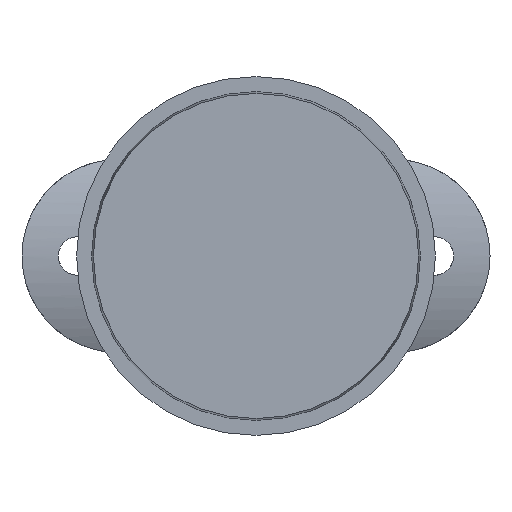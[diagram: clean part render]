
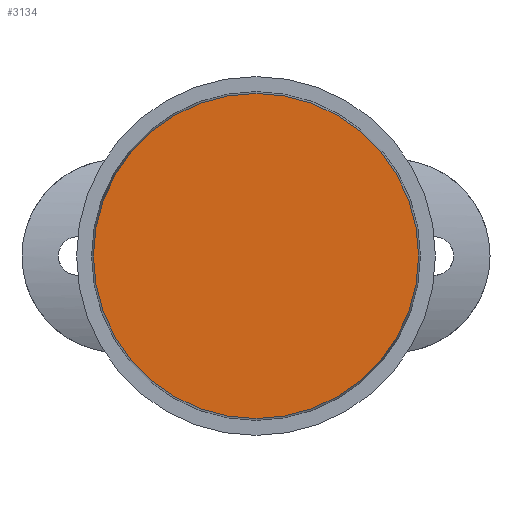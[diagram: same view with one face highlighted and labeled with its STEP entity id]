
A CAD part, front view. The second image highlights one B-rep face of the part: STEP entity #3134.
In plain terms, the highlighted planar face has unit normal (0, -1, 0).
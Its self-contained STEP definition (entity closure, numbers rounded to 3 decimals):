
#386 = DIRECTION ( 'NONE',  ( 0., -1., 0. ) ) ;
#557 = AXIS2_PLACEMENT_3D ( 'NONE', #4754, #2569, #1785 ) ;
#863 = DIRECTION ( 'NONE',  ( 0., 1., 0. ) ) ;
#895 = VERTEX_POINT ( 'NONE', #1140 ) ;
#934 = FACE_OUTER_BOUND ( 'NONE', #3062, .T. ) ;
#1103 = CARTESIAN_POINT ( 'NONE',  ( 0., 0., 21.88 ) ) ;
#1140 = CARTESIAN_POINT ( 'NONE',  ( 0., 0., -21.88 ) ) ;
#1257 = CARTESIAN_POINT ( 'NONE',  ( 0., 0., 0. ) ) ;
#1280 = CIRCLE ( 'NONE', #557, 21.88 ) ;
#1664 = AXIS2_PLACEMENT_3D ( 'NONE', #1875, #386, #1902 ) ;
#1785 = DIRECTION ( 'NONE',  ( 0., 0., -1. ) ) ;
#1806 = ORIENTED_EDGE ( 'NONE', *, *, #2449, .T. ) ;
#1875 = CARTESIAN_POINT ( 'NONE',  ( 0., 0., 0. ) ) ;
#1902 = DIRECTION ( 'NONE',  ( 0., 0., -1. ) ) ;
#2064 = AXIS2_PLACEMENT_3D ( 'NONE', #1257, #863, #3829 ) ;
#2449 = EDGE_CURVE ( 'NONE', #4699, #895, #4241, .T. ) ;
#2569 = DIRECTION ( 'NONE',  ( 0., -1., 0. ) ) ;
#2888 = ORIENTED_EDGE ( 'NONE', *, *, #3873, .T. ) ;
#3062 = EDGE_LOOP ( 'NONE', ( #1806, #2888 ) ) ;
#3134 = ADVANCED_FACE ( 'NONE', ( #934 ), #3477, .F. ) ;
#3477 = PLANE ( 'NONE',  #2064 ) ;
#3829 = DIRECTION ( 'NONE',  ( 0., 0., 1. ) ) ;
#3873 = EDGE_CURVE ( 'NONE', #895, #4699, #1280, .T. ) ;
#4241 = CIRCLE ( 'NONE', #1664, 21.88 ) ;
#4699 = VERTEX_POINT ( 'NONE', #1103 ) ;
#4754 = CARTESIAN_POINT ( 'NONE',  ( 0., 0., 0. ) ) ;
